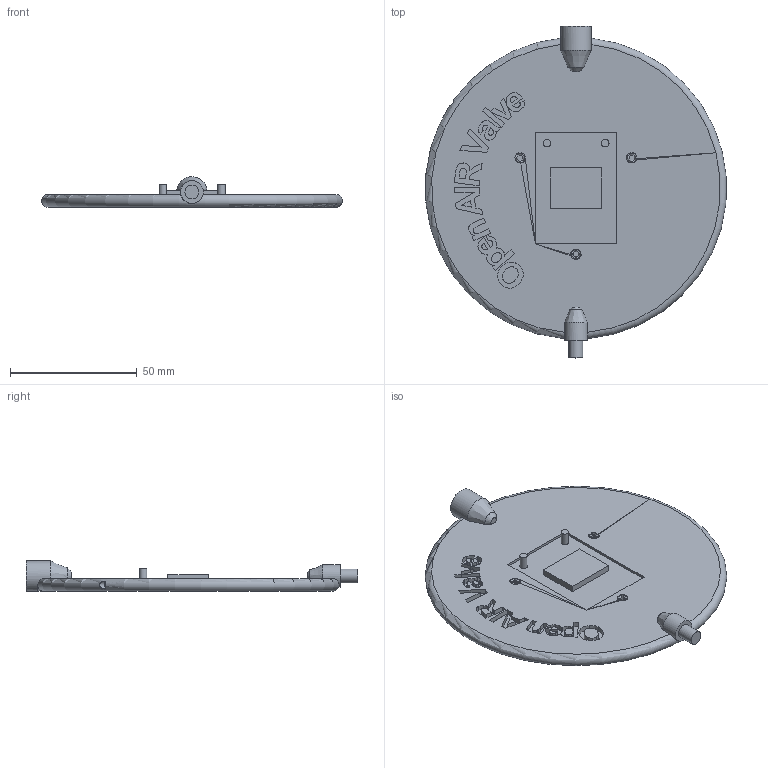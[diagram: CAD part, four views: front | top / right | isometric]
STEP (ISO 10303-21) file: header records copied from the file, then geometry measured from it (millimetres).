
FILE_DESCRIPTION(/* description */ ('','CAx-IF Rec.Pracs.---Representation and Presentation of Product Manufacturing Information (PMI)---4.0---2014-10-13'),/* implementation_level */ '2;1');
FILE_NAME(/* name */ 'Valve Disc v46.step',/* time_stamp */ '2025-03-21T09:14:16+01:00',/* author */ (''),/* organization */ (''),/* preprocessor_version */ 'ST-DEVELOPER v20',/* originating_system */ 'Autodesk Translation Framework v13.20.0.188',/* authorisation */ '');
FILE_SCHEMA (('AP242_MANAGED_MODEL_BASED_3D_ENGINEERING_MIM_LF { 1 0 10303 442 1 1 4 }'));
Length unit declared in the file: millimetre
Products named in the file (2): Valve Disc; Component30
Assembly tree (1 placements, depth 2):
  Valve Disc
    Component30
Bounding box: 118.63 x 131 x 12 mm (x, y, z)
Volume: 54798.6 mm3; surface area: 25869.6 mm2
Topology: 1 solids, 1 shells, 298 faces, 805 edges, 536 vertices
Faces by surface type: bspline 140, plane 118, cylinder 37, cone 2, torus 1
Full cylindrical faces by diameter (mm): 3 x3, 5.5 x1, 6 x1, 9 x1, 12 x1
Entity records: 11163 total; most frequent: CARTESIAN_POINT 4543, ORIENTED_EDGE 1606, DIRECTION 922, EDGE_CURVE 803, VERTEX_POINT 536, LINE 412, VECTOR 412, EDGE_LOOP 327
